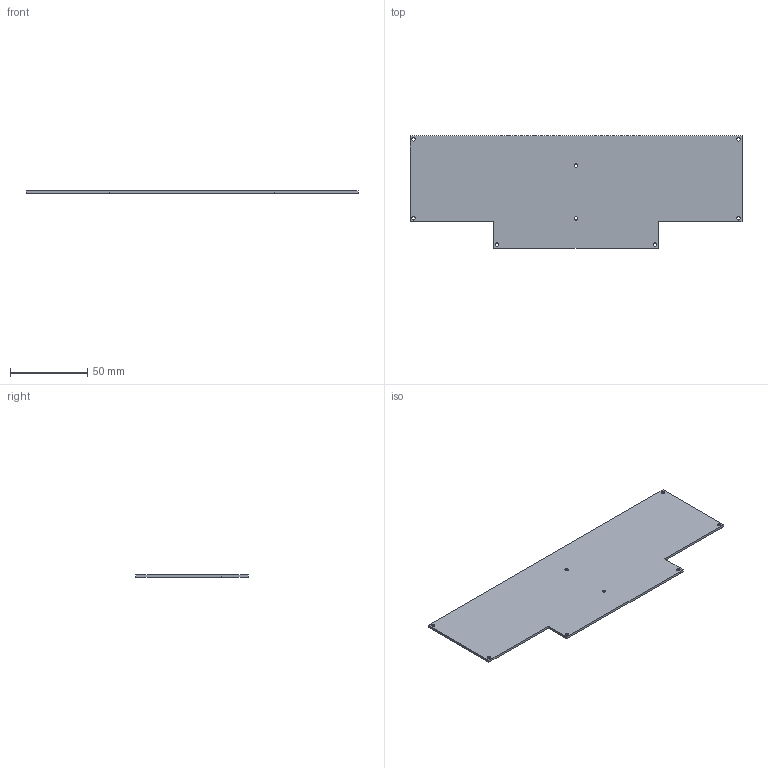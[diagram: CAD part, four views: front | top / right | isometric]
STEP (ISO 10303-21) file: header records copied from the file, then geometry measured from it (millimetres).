
FILE_DESCRIPTION(('HOOPS Exchange Step'),'2;1');
FILE_NAME('temp_export','2023-06-09T23:06:12+20:00',('jscotto'),('Shapr3D Limited'),'HOOPS Exchange 2022.2','Shapr3D','Authorized');
FILE_SCHEMA( ('AUTOMOTIVE_DESIGN { 1 0 10303 214 1 1 1 1 }') );
Length unit declared in the file: millimetre
Products named in the file (1): Bottom
Bounding box: 214.5 x 72.5 x 1.5 mm (x, y, z)
Volume: 20491 mm3; surface area: 28290.7 mm2
Topology: 1 solids, 1 shells, 26 faces, 80 edges, 56 vertices
Faces by surface type: plane 10, cylinder 6, cone 6, bspline 4
Full cylindrical faces by diameter (mm): 2.2 x6
Entity records: 3566 total; most frequent: CARTESIAN_POINT 2795, ORIENTED_EDGE 160, DIRECTION 142, EDGE_CURVE 80, VERTEX_POINT 56, AXIS2_PLACEMENT_3D 53, EDGE_LOOP 42, FACE_BOUND 42
